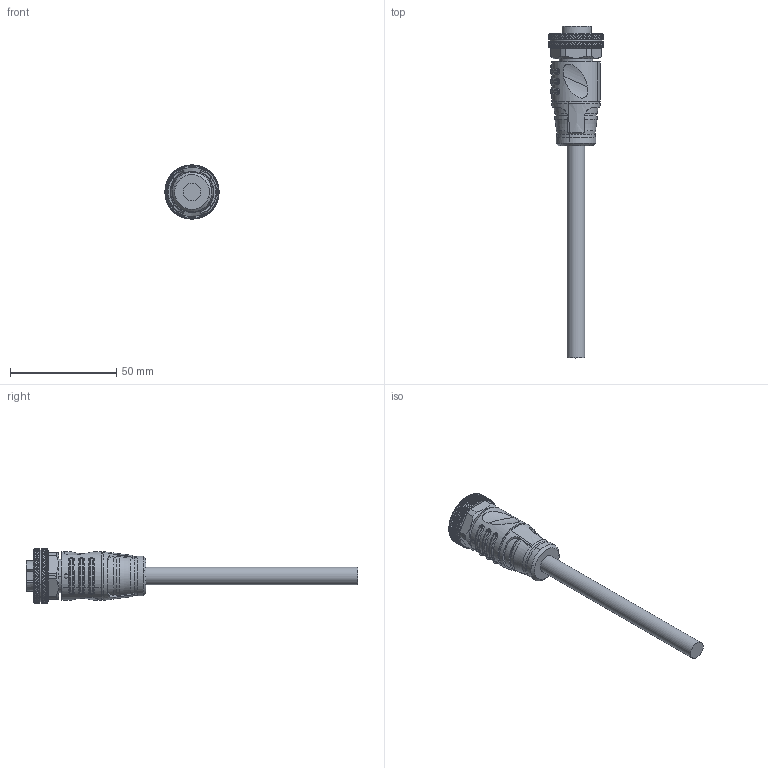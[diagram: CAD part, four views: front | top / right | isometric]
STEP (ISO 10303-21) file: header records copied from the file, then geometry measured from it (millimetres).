
FILE_DESCRIPTION(/* description */ (''),/* implementation_level */ '2;1');
FILE_NAME(/* name */ '105000A03M050.stp',/* time_stamp */ '2024-01-31T16:17:25+08:00',/* author */ (''),/* organization */ (''),/* preprocessor_version */ 'ST-DEVELOPER v16',/* originating_system */ 'SIEMENS PLM Software NX 10.0',/* authorisation */ '');
FILE_SCHEMA (('AP203_CONFIGURATION_CONTROLLED_3D_DESIGN_OF_MECHANICAL_PARTS_AND_ASSEMBLIES_MIM_LF { 1 0 10303 403 2 1 2}'));
Products named in the file (1): chan43F497413o6i
Bounding box: 25.5 x 156.4 x 25.5 mm (x, y, z)
Volume: 25220.6 mm3; surface area: 14078.1 mm2
Topology: 9 solids, 9 shells, 3567 faces, 9299 edges, 6108 vertices
Faces by surface type: plane 2502, cylinder 801, cone 104, bspline 96, extrusion 31, torus 29, sphere 4
Full cylindrical faces by diameter (mm): 8.4 x1
Entity records: 119936 total; most frequent: CARTESIAN_POINT 41982, ORIENTED_EDGE 18552, DIRECTION 11946, EDGE_CURVE 9276, VERTEX_POINT 6108, B_SPLINE_CURVE_WITH_KNOTS 5318, AXIS2_PLACEMENT_3D 4485, EDGE_LOOP 4000
